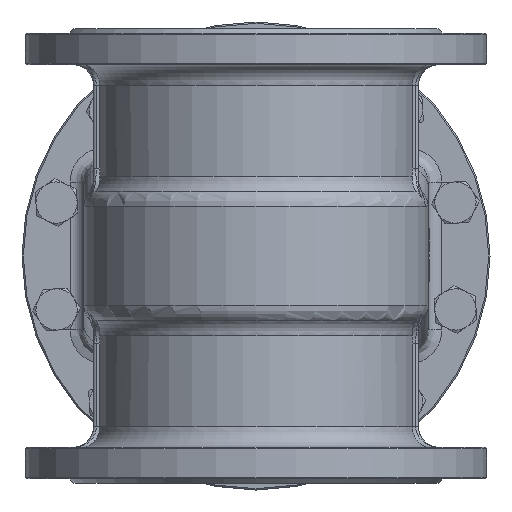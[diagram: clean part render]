
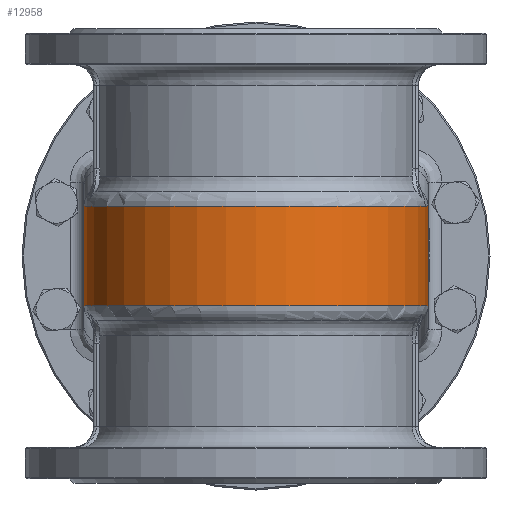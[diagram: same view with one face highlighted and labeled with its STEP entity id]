
A CAD part, front view. The second image highlights one B-rep face of the part: STEP entity #12958.
In plain terms, the highlighted cylindrical face has radius 125 mm (diameter 250 mm), a partial arc.
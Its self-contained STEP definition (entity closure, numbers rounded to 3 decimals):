
#1498=LINE('',#21569,#2232);
#1761=LINE('',#25578,#2495);
#2232=VECTOR('',#16455,10.);
#2495=VECTOR('',#17548,10.);
#2815=CYLINDRICAL_SURFACE('',#14391,125.);
#3419=FACE_OUTER_BOUND('',#4275,.T.);
#4275=EDGE_LOOP('',(#11051,#11052,#11053,#11054));
#4913=CIRCLE('',#14194,125.);
#5008=CIRCLE('',#14358,125.);
#5683=VERTEX_POINT('',#21566);
#5684=VERTEX_POINT('',#21568);
#5950=VERTEX_POINT('',#23523);
#6079=VERTEX_POINT('',#25101);
#7126=EDGE_CURVE('',#5684,#5683,#1498,.T.);
#7531=EDGE_CURVE('',#5683,#5950,#4913,.T.);
#7751=EDGE_CURVE('',#5684,#6079,#5008,.T.);
#7790=EDGE_CURVE('',#6079,#5950,#1761,.T.);
#11051=ORIENTED_EDGE('',*,*,#7751,.F.);
#11052=ORIENTED_EDGE('',*,*,#7126,.T.);
#11053=ORIENTED_EDGE('',*,*,#7531,.T.);
#11054=ORIENTED_EDGE('',*,*,#7790,.F.);
#12958=ADVANCED_FACE('',(#3419),#2815,.T.);
#14194=AXIS2_PLACEMENT_3D('',#23527,#17088,#17089);
#14358=AXIS2_PLACEMENT_3D('',#25118,#17473,#17474);
#14391=AXIS2_PLACEMENT_3D('',#25577,#17546,#17547);
#16455=DIRECTION('',(0.,0.,1.));
#17088=DIRECTION('center_axis',(0.,0.,-1.));
#17089=DIRECTION('ref_axis',(0.,-1.,0.));
#17473=DIRECTION('center_axis',(0.,0.,-1.));
#17474=DIRECTION('ref_axis',(0.,-1.,0.));
#17546=DIRECTION('center_axis',(0.,0.,-1.));
#17547=DIRECTION('ref_axis',(1.,0.,0.));
#17548=DIRECTION('',(0.,0.,1.));
#21566=CARTESIAN_POINT('',(125.,0.,201.));
#21568=CARTESIAN_POINT('',(125.,0.,129.));
#21569=CARTESIAN_POINT('',(125.,0.,165.));
#23523=CARTESIAN_POINT('',(-125.,0.,201.));
#23527=CARTESIAN_POINT('Origin',(0.,0.,201.));
#25101=CARTESIAN_POINT('',(-125.,0.,129.));
#25118=CARTESIAN_POINT('Origin',(0.,0.,129.));
#25577=CARTESIAN_POINT('Origin',(0.,0.,165.));
#25578=CARTESIAN_POINT('',(-125.,0.,165.));
